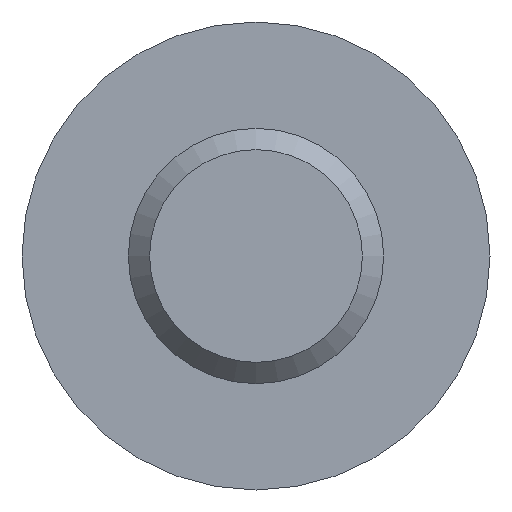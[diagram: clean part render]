
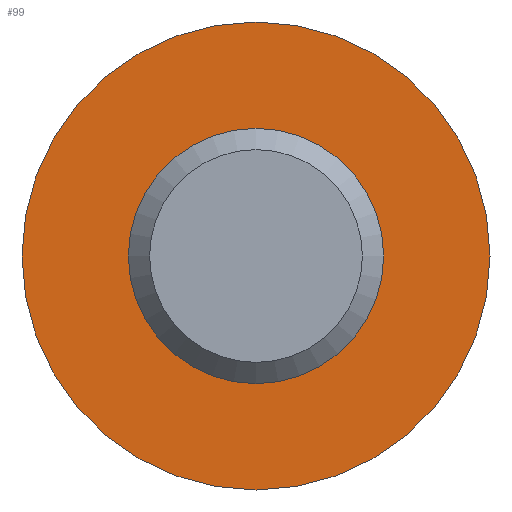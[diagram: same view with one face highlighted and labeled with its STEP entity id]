
A CAD part, front view. The second image highlights one B-rep face of the part: STEP entity #99.
In plain terms, the highlighted planar face has unit normal (0, -1, 0).
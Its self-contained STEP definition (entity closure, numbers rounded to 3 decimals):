
#36 = CARTESIAN_POINT ( 'NONE',  ( 0., 16., 0. ) ) ;
#39 = VERTEX_POINT ( 'NONE', #363 ) ;
#47 = CARTESIAN_POINT ( 'NONE',  ( 0., 16., 0. ) ) ;
#82 = EDGE_CURVE ( 'NONE', #119, #119, #390, .T. ) ;
#98 = FACE_OUTER_BOUND ( 'NONE', #440, .T. ) ;
#99 = ADVANCED_FACE ( 'NONE', ( #467, #98 ), #463, .F. ) ;
#111 = DIRECTION ( 'NONE',  ( 0., 0., -1. ) ) ;
#119 = VERTEX_POINT ( 'NONE', #254 ) ;
#140 = EDGE_LOOP ( 'NONE', ( #293 ) ) ;
#168 = AXIS2_PLACEMENT_3D ( 'NONE', #47, #235, #111 ) ;
#181 = ORIENTED_EDGE ( 'NONE', *, *, #474, .T. ) ;
#233 = DIRECTION ( 'NONE',  ( 0., 1., 0. ) ) ;
#235 = DIRECTION ( 'NONE',  ( 0., -1., 0. ) ) ;
#238 = AXIS2_PLACEMENT_3D ( 'NONE', #518, #233, #276 ) ;
#254 = CARTESIAN_POINT ( 'NONE',  ( 0., 16., -1.5 ) ) ;
#276 = DIRECTION ( 'NONE',  ( 0., 0., 1. ) ) ;
#293 = ORIENTED_EDGE ( 'NONE', *, *, #82, .F. ) ;
#328 = DIRECTION ( 'NONE',  ( 0., -1., 0. ) ) ;
#363 = CARTESIAN_POINT ( 'NONE',  ( 0., 16., -2.75 ) ) ;
#390 = CIRCLE ( 'NONE', #168, 1.5 ) ;
#412 = CIRCLE ( 'NONE', #478, 2.75 ) ;
#440 = EDGE_LOOP ( 'NONE', ( #181 ) ) ;
#463 = PLANE ( 'NONE',  #238 ) ;
#467 = FACE_BOUND ( 'NONE', #140, .T. ) ;
#474 = EDGE_CURVE ( 'NONE', #39, #39, #412, .T. ) ;
#475 = DIRECTION ( 'NONE',  ( 0., 0., -1. ) ) ;
#478 = AXIS2_PLACEMENT_3D ( 'NONE', #36, #328, #475 ) ;
#518 = CARTESIAN_POINT ( 'NONE',  ( -1.5, 16., 0. ) ) ;
